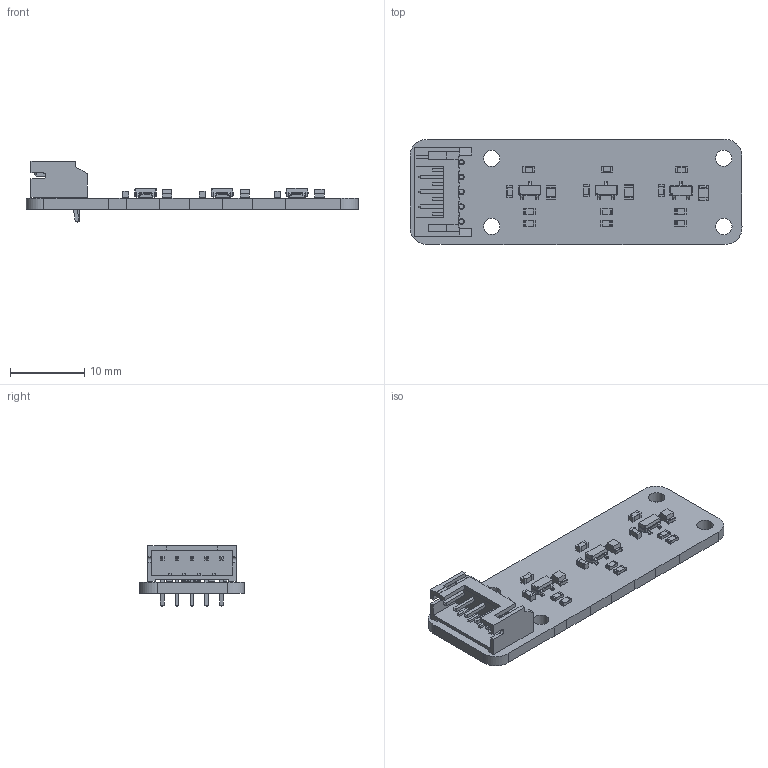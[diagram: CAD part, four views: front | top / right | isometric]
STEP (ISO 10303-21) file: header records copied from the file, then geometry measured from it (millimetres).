
FILE_DESCRIPTION(('KiCad electronic assembly'),'2;1');
FILE_NAME('NewHallSensor_Big.step','2025-10-31T15:34:27',('Pcbnew'),( 'Kicad'),'Open CASCADE STEP processor 7.9','KiCad to STEP converter' ,'Unknown');
FILE_SCHEMA(('AUTOMOTIVE_DESIGN { 1 0 10303 214 1 1 1 1 }'));
Length unit declared in the file: millimetre
Products named in the file (7): NewHallSensor_Big 1; SOT-23; C_0603_1608Metric; R_0603_1608Metric; JST_PH_S5B-PH-K_1x05_P2.00mm_Horizontal; LED_0805_2012Metric; NewHallSensor_Big_PCB
Assembly tree (20 placements, depth 2):
  NewHallSensor_Big 1
    SOT-23  x3
    C_0603_1608Metric  x6
    R_0603_1608Metric  x6
    JST_PH_S5B-PH-K_1x05_P2.00mm_Horizontal
    LED_0805_2012Metric  x3
    NewHallSensor_Big_PCB
Bounding box: 44.69 x 14.15 x 8.25 mm (x, y, z)
Volume: 1116.7 mm3; surface area: 2128.2 mm2
Topology: 20 solids, 20 shells, 913 faces, 2388 edges, 1539 vertices
Faces by surface type: plane 660, cylinder 205, bspline 48
Full cylindrical faces by diameter (mm): 0.75 x5, 2.2 x4
Entity records: 15392 total; most frequent: CARTESIAN_POINT 2267, ORIENTED_EDGE 2152, DIRECTION 2003, EDGE_CURVE 1076, LINE 921, VECTOR 921, VERTEX_POINT 693, AXIS2_PLACEMENT_3D 541
